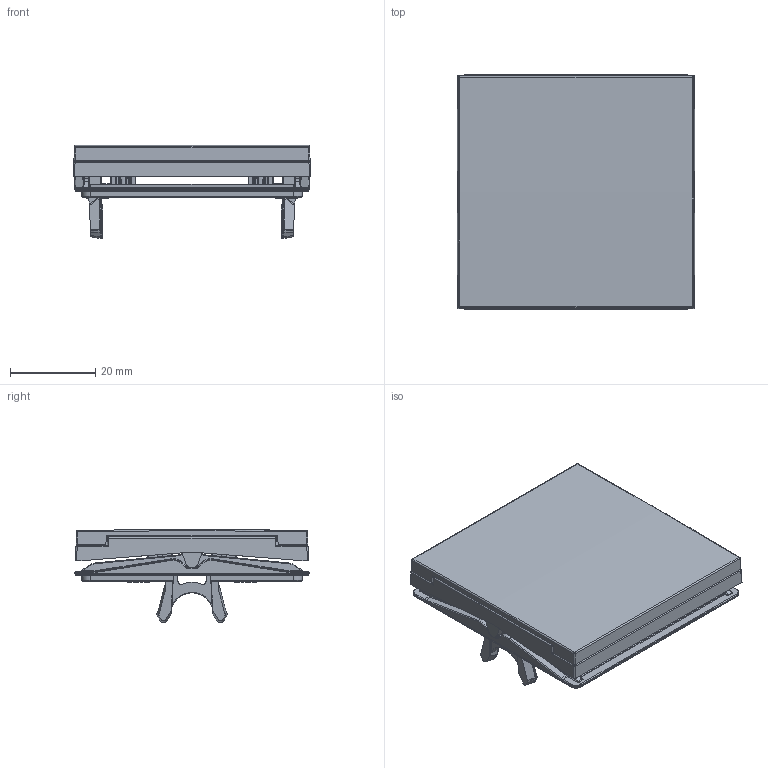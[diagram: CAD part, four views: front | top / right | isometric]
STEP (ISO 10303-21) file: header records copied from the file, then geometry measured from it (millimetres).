
FILE_DESCRIPTION((''),'2;1');
FILE_NAME('WAW1231_GEN_ASM','2025-03-12T16:10:01',('colosir'),(''),'CREO PARAMETRIC BY PTC INC, 2023154','CREO PARAMETRIC BY PTC INC, 2023154','');
FILE_SCHEMA(('AUTOMOTIVE_DESIGN { 1 0 10303 214 1 1 1 1 }'));
Length unit declared in the file: millimetre
Products named in the file (6): W4G0190_18; W1D1222_GEN; W1A2572_GEN; W1Z0183_00; W1A2303_GEN; WAW1231_GEN_ASM
Assembly tree (5 placements, depth 2):
  WAW1231_GEN_ASM
    W4G0190_18
    W1D1222_GEN
    W1A2572_GEN
    W1Z0183_00
    W1A2303_GEN
Bounding box: 55.6 x 54.8 x 21.8 mm (x, y, z)
Volume: 14960.6 mm3; surface area: 25730.5 mm2
Topology: 4 solids, 4 shells, 2515 faces, 6453 edges, 3990 vertices
Faces by surface type: plane 1177, cylinder 573, bspline 432, torus 88, extrusion 87, sphere 84, cone 74
Entity records: 98548 total; most frequent: CARTESIAN_POINT 40853, ORIENTED_EDGE 12882, DIRECTION 10462, EDGE_CURVE 6441, VECTOR 4028, VERTEX_POINT 3990, LINE 3941, AXIS2_PLACEMENT_3D 3217
